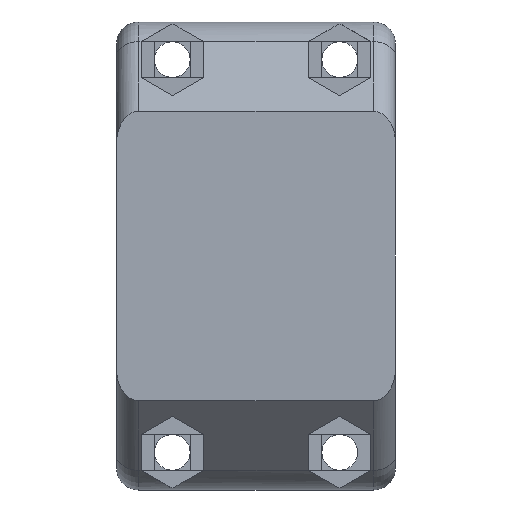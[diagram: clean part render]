
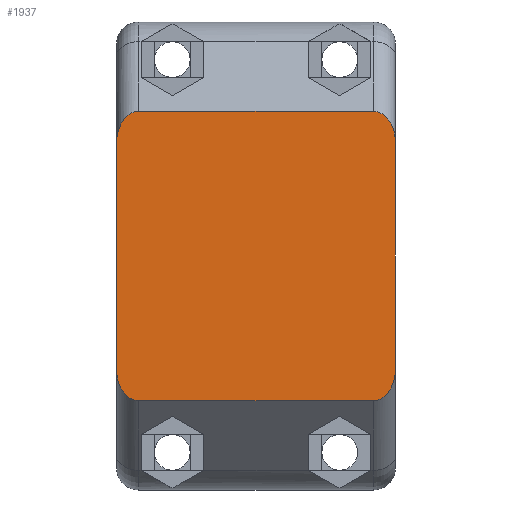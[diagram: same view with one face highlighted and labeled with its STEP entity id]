
A CAD part, front view. The second image highlights one B-rep face of the part: STEP entity #1937.
In plain terms, the highlighted planar face has unit normal (0, -1, 0).
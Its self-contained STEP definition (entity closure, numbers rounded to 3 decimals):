
#96=PLANE('',#2123);
#97=ELLIPSE('',#1967,2.828,2.);
#98=ELLIPSE('',#1983,2.828,2.);
#103=ELLIPSE('',#2000,2.828,2.);
#108=ELLIPSE('',#2023,2.828,2.);
#212=FACE_OUTER_BOUND('',#313,.T.);
#313=EDGE_LOOP('',(#1795,#1796,#1797,#1798,#1799,#1800,#1801,#1802));
#323=LINE('',#2711,#540);
#357=LINE('',#2821,#574);
#373=LINE('',#2883,#590);
#531=LINE('',#3232,#748);
#540=VECTOR('',#2159,10.);
#574=VECTOR('',#2255,10.);
#590=VECTOR('',#2317,10.);
#748=VECTOR('',#2671,10.);
#808=VERTEX_POINT('',#2693);
#809=VERTEX_POINT('',#2694);
#815=VERTEX_POINT('',#2709);
#831=VERTEX_POINT('',#2751);
#832=VERTEX_POINT('',#2752);
#848=VERTEX_POINT('',#2793);
#860=VERTEX_POINT('',#2819);
#883=VERTEX_POINT('',#2879);
#984=EDGE_CURVE('',#808,#809,#97,.T.);
#993=EDGE_CURVE('',#815,#808,#323,.T.);
#1013=EDGE_CURVE('',#831,#832,#98,.T.);
#1034=EDGE_CURVE('',#848,#815,#103,.T.);
#1048=EDGE_CURVE('',#860,#848,#357,.T.);
#1078=EDGE_CURVE('',#883,#860,#108,.T.);
#1080=EDGE_CURVE('',#832,#883,#373,.T.);
#1258=EDGE_CURVE('',#809,#831,#531,.T.);
#1795=ORIENTED_EDGE('',*,*,#984,.F.);
#1796=ORIENTED_EDGE('',*,*,#993,.F.);
#1797=ORIENTED_EDGE('',*,*,#1034,.F.);
#1798=ORIENTED_EDGE('',*,*,#1048,.F.);
#1799=ORIENTED_EDGE('',*,*,#1078,.F.);
#1800=ORIENTED_EDGE('',*,*,#1080,.F.);
#1801=ORIENTED_EDGE('',*,*,#1013,.F.);
#1802=ORIENTED_EDGE('',*,*,#1258,.F.);
#1937=ADVANCED_FACE('',(#212),#96,.T.);
#1967=AXIS2_PLACEMENT_3D('',#2695,#2145,#2146);
#1983=AXIS2_PLACEMENT_3D('',#2753,#2196,#2197);
#2000=AXIS2_PLACEMENT_3D('',#2794,#2238,#2239);
#2023=AXIS2_PLACEMENT_3D('',#2880,#2312,#2313);
#2123=AXIS2_PLACEMENT_3D('',#3233,#2672,#2673);
#2145=DIRECTION('center_axis',(0.,1.,0.));
#2146=DIRECTION('ref_axis',(0.,0.,1.));
#2159=DIRECTION('',(0.,0.,1.));
#2196=DIRECTION('center_axis',(0.,1.,0.));
#2197=DIRECTION('ref_axis',(0.,0.,
1.));
#2238=DIRECTION('center_axis',(0.,1.,0.));
#2239=DIRECTION('ref_axis',(0.,0.,-1.));
#2255=DIRECTION('',(-1.,0.,0.));
#2312=DIRECTION('center_axis',(0.,1.,0.));
#2313=DIRECTION('ref_axis',(0.,0.,
-1.));
#2317=DIRECTION('',(0.,0.,-1.));
#2671=DIRECTION('',(1.,0.,0.));
#2672=DIRECTION('center_axis',(0.,-1.,0.));
#2673=DIRECTION('ref_axis',(0.,0.,-1.));
#2693=CARTESIAN_POINT('',(0.,-42.,13.109));
#2694=CARTESIAN_POINT('',(2.,-42.,15.937));
#2695=CARTESIAN_POINT('Origin',(2.,-42.,13.109));
#2709=CARTESIAN_POINT('',(0.,-42.,-7.172));
#2711=CARTESIAN_POINT('',(0.,-42.,-18.));
#2751=CARTESIAN_POINT('',(23.,-42.,15.937));
#2752=CARTESIAN_POINT('',(25.,-42.,13.109));
#2753=CARTESIAN_POINT('Origin',(23.,-42.,13.109));
#2793=CARTESIAN_POINT('',(2.,-42.,-10.));
#2794=CARTESIAN_POINT('Origin',(2.,-42.,-7.172));
#2819=CARTESIAN_POINT('',(23.,-42.,-10.));
#2821=CARTESIAN_POINT('',(0.,-42.,-10.));
#2879=CARTESIAN_POINT('',(25.,-42.,-7.172));
#2880=CARTESIAN_POINT('Origin',(23.,-42.,-7.172));
#2883=CARTESIAN_POINT('',(25.,-42.,-18.));
#3232=CARTESIAN_POINT('',(0.,-42.,15.937));
#3233=CARTESIAN_POINT('Origin',(0.,-42.,23.937));
